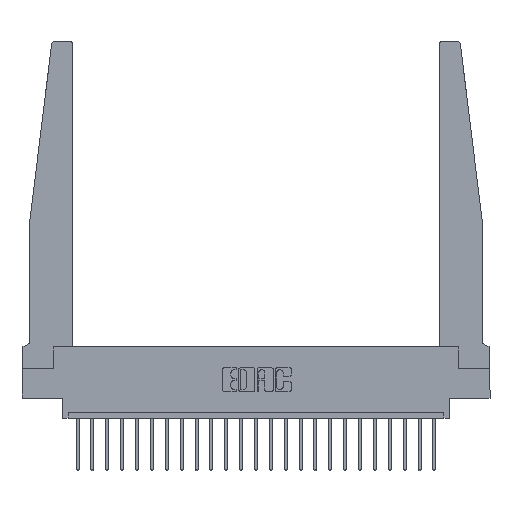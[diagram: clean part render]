
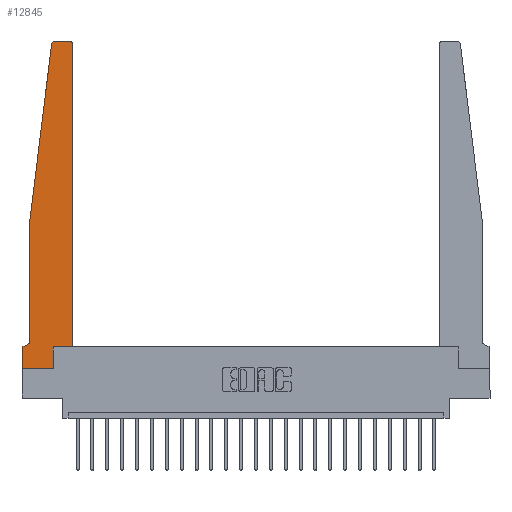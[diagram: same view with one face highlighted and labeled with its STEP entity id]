
A CAD part, top view. The second image highlights one B-rep face of the part: STEP entity #12845.
In plain terms, the highlighted planar face has unit normal (0, 0, 1).
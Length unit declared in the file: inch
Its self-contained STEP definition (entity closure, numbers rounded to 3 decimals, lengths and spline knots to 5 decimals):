
#47 = VERTEX_POINT ( 'NONE', #15472 ) ;
#104 = ORIENTED_EDGE ( 'NONE', *, *, #4775, .T. ) ;
#309 = LINE ( 'NONE', #8611, #7716 ) ;
#941 = DIRECTION ( 'NONE',  ( 0., 0., 1. ) ) ;
#1045 = DIRECTION ( 'NONE',  ( -1., 0., 0. ) ) ;
#1117 = ORIENTED_EDGE ( 'NONE', *, *, #6189, .T. ) ;
#1210 = EDGE_CURVE ( 'NONE', #47, #17089, #11971, .T. ) ;
#1469 = CIRCLE ( 'NONE', #17566, 0.03 ) ;
#1723 = DIRECTION ( 'NONE',  ( 0., 1., 0. ) ) ;
#2311 = FACE_OUTER_BOUND ( 'NONE', #21979, .T. ) ;
#2505 = CARTESIAN_POINT ( 'NONE',  ( 0., 0., 0.37 ) ) ;
#2639 = DIRECTION ( 'NONE',  ( 0., 0., 1. ) ) ;
#2665 = ORIENTED_EDGE ( 'NONE', *, *, #3990, .T. ) ;
#2986 = AXIS2_PLACEMENT_3D ( 'NONE', #22511, #11988, #20608 ) ;
#3073 = AXIS2_PLACEMENT_3D ( 'NONE', #13334, #941, #18484 ) ;
#3414 = LINE ( 'NONE', #18498, #17917 ) ;
#3458 = LINE ( 'NONE', #13409, #20456 ) ;
#3462 = VERTEX_POINT ( 'NONE', #9103 ) ;
#3855 = VECTOR ( 'NONE', #1723, 39.37008 ) ;
#3990 = EDGE_CURVE ( 'NONE', #3462, #9773, #19516, .T. ) ;
#4240 = CARTESIAN_POINT ( 'NONE',  ( 0.2605, 0., 0.37 ) ) ;
#4318 = ORIENTED_EDGE ( 'NONE', *, *, #1210, .T. ) ;
#4421 = AXIS2_PLACEMENT_3D ( 'NONE', #19506, #21293, #20984 ) ;
#4451 = LINE ( 'NONE', #16703, #17578 ) ;
#4456 = ORIENTED_EDGE ( 'NONE', *, *, #21849, .T. ) ;
#4677 = LINE ( 'NONE', #12042, #3855 ) ;
#4775 = EDGE_CURVE ( 'NONE', #9773, #16799, #9061, .T. ) ;
#4787 = VERTEX_POINT ( 'NONE', #12288 ) ;
#4921 = CIRCLE ( 'NONE', #2986, 0.03 ) ;
#5269 = EDGE_CURVE ( 'NONE', #13124, #4787, #4677, .T. ) ;
#5680 = EDGE_CURVE ( 'NONE', #4787, #47, #4921, .T. ) ;
#6189 = EDGE_CURVE ( 'NONE', #16799, #9395, #7915, .T. ) ;
#6284 = DIRECTION ( 'NONE',  ( -1., 0., 0. ) ) ;
#6330 = DIRECTION ( 'NONE',  ( 1., 0., 0. ) ) ;
#6526 = VERTEX_POINT ( 'NONE', #4240 ) ;
#7438 = DIRECTION ( 'NONE',  ( 0., -1., 0. ) ) ;
#7630 = VERTEX_POINT ( 'NONE', #19081 ) ;
#7716 = VECTOR ( 'NONE', #19218, 39.37008 ) ;
#7867 = VECTOR ( 'NONE', #1045, 39.37008 ) ;
#7889 = DIRECTION ( 'NONE',  ( 1., 0., 0. ) ) ;
#7915 = CIRCLE ( 'NONE', #4421, 0.05 ) ;
#8128 = PLANE ( 'NONE',  #3073 ) ;
#8611 = CARTESIAN_POINT ( 'NONE',  ( 0.2605, 0.18, 0.37 ) ) ;
#8915 = CARTESIAN_POINT ( 'NONE',  ( 0.015, 0.1875, 0.37 ) ) ;
#9061 = LINE ( 'NONE', #22734, #16200 ) ;
#9103 = CARTESIAN_POINT ( 'NONE',  ( 0.24675, 2.72367, 0.37 ) ) ;
#9237 = EDGE_CURVE ( 'NONE', #6526, #19627, #309, .T. ) ;
#9384 = CARTESIAN_POINT ( 'NONE',  ( 0.2605, 0.18, 0.37 ) ) ;
#9395 = VERTEX_POINT ( 'NONE', #8915 ) ;
#9672 = CARTESIAN_POINT ( 'NONE',  ( 0.065, 0.2375, 0.37 ) ) ;
#9773 = VERTEX_POINT ( 'NONE', #22186 ) ;
#9891 = CARTESIAN_POINT ( 'NONE',  ( 0.25, 2.75, 0.37 ) ) ;
#10423 = ORIENTED_EDGE ( 'NONE', *, *, #5680, .T. ) ;
#11058 = ORIENTED_EDGE ( 'NONE', *, *, #22518, .T. ) ;
#11290 = EDGE_CURVE ( 'NONE', #7630, #6526, #3458, .T. ) ;
#11971 = LINE ( 'NONE', #9891, #7867 ) ;
#11988 = DIRECTION ( 'NONE',  ( 0., 0., 1. ) ) ;
#12042 = CARTESIAN_POINT ( 'NONE',  ( 0.425, 0.18, 0.37 ) ) ;
#12210 = DIRECTION ( 'NONE',  ( 0., -1., 0. ) ) ;
#12288 = CARTESIAN_POINT ( 'NONE',  ( 0.425, 2.72, 0.37 ) ) ;
#12437 = VERTEX_POINT ( 'NONE', #12830 ) ;
#12830 = CARTESIAN_POINT ( 'NONE',  ( 0., 0.1875, 0.37 ) ) ;
#12831 = CARTESIAN_POINT ( 'NONE',  ( 0.065, 1.25, 0.37 ) ) ;
#12845 = ADVANCED_FACE ( 'NONE', ( #2311 ), #8128, .T. ) ;
#13124 = VERTEX_POINT ( 'NONE', #17637 ) ;
#13228 = VECTOR ( 'NONE', #7438, 39.37008 ) ;
#13334 = CARTESIAN_POINT ( 'NONE',  ( 0., 0.1875, 0.37 ) ) ;
#13409 = CARTESIAN_POINT ( 'NONE',  ( 0., 0., 0.37 ) ) ;
#14074 = ORIENTED_EDGE ( 'NONE', *, *, #5269, .T. ) ;
#14585 = DIRECTION ( 'NONE',  ( -0.122, -0.992, 0. ) ) ;
#15472 = CARTESIAN_POINT ( 'NONE',  ( 0.395, 2.75, 0.37 ) ) ;
#16200 = VECTOR ( 'NONE', #12210, 39.37008 ) ;
#16476 = ORIENTED_EDGE ( 'NONE', *, *, #21341, .T. ) ;
#16534 = LINE ( 'NONE', #2505, #13228 ) ;
#16703 = CARTESIAN_POINT ( 'NONE',  ( 0.425, 0.18, 0.37 ) ) ;
#16799 = VERTEX_POINT ( 'NONE', #9672 ) ;
#16847 = ORIENTED_EDGE ( 'NONE', *, *, #19878, .T. ) ;
#16878 = ORIENTED_EDGE ( 'NONE', *, *, #9237, .T. ) ;
#17089 = VERTEX_POINT ( 'NONE', #22713 ) ;
#17566 = AXIS2_PLACEMENT_3D ( 'NONE', #20169, #2639, #7889 ) ;
#17578 = VECTOR ( 'NONE', #6330, 39.37008 ) ;
#17637 = CARTESIAN_POINT ( 'NONE',  ( 0.425, 0.18, 0.37 ) ) ;
#17917 = VECTOR ( 'NONE', #6284, 39.37008 ) ;
#18484 = DIRECTION ( 'NONE',  ( 1., 0., 0. ) ) ;
#18498 = CARTESIAN_POINT ( 'NONE',  ( 0.065, 0.1875, 0.37 ) ) ;
#19081 = CARTESIAN_POINT ( 'NONE',  ( 0., 0., 0.37 ) ) ;
#19218 = DIRECTION ( 'NONE',  ( 0., 1., 0. ) ) ;
#19264 = VECTOR ( 'NONE', #14585, 39.37008 ) ;
#19506 = CARTESIAN_POINT ( 'NONE',  ( 0.015, 0.2375, 0.37 ) ) ;
#19516 = LINE ( 'NONE', #12831, #19264 ) ;
#19627 = VERTEX_POINT ( 'NONE', #9384 ) ;
#19878 = EDGE_CURVE ( 'NONE', #12437, #7630, #16534, .T. ) ;
#20169 = CARTESIAN_POINT ( 'NONE',  ( 0.27653, 2.72, 0.37 ) ) ;
#20456 = VECTOR ( 'NONE', #22234, 39.37008 ) ;
#20608 = DIRECTION ( 'NONE',  ( 1., 0., 0. ) ) ;
#20984 = DIRECTION ( 'NONE',  ( -1., 0., 0. ) ) ;
#21293 = DIRECTION ( 'NONE',  ( 0., 0., -1. ) ) ;
#21341 = EDGE_CURVE ( 'NONE', #9395, #12437, #3414, .T. ) ;
#21849 = EDGE_CURVE ( 'NONE', #17089, #3462, #1469, .T. ) ;
#21979 = EDGE_LOOP ( 'NONE', ( #4318, #4456, #2665, #104, #1117, #16476, #16847, #22217, #16878, #11058, #14074, #10423 ) ) ;
#22186 = CARTESIAN_POINT ( 'NONE',  ( 0.065, 1.25, 0.37 ) ) ;
#22217 = ORIENTED_EDGE ( 'NONE', *, *, #11290, .T. ) ;
#22234 = DIRECTION ( 'NONE',  ( 1., 0., 0. ) ) ;
#22511 = CARTESIAN_POINT ( 'NONE',  ( 0.395, 2.72, 0.37 ) ) ;
#22518 = EDGE_CURVE ( 'NONE', #19627, #13124, #4451, .T. ) ;
#22713 = CARTESIAN_POINT ( 'NONE',  ( 0.27653, 2.75, 0.37 ) ) ;
#22734 = CARTESIAN_POINT ( 'NONE',  ( 0.065, 1.25, 0.37 ) ) ;
